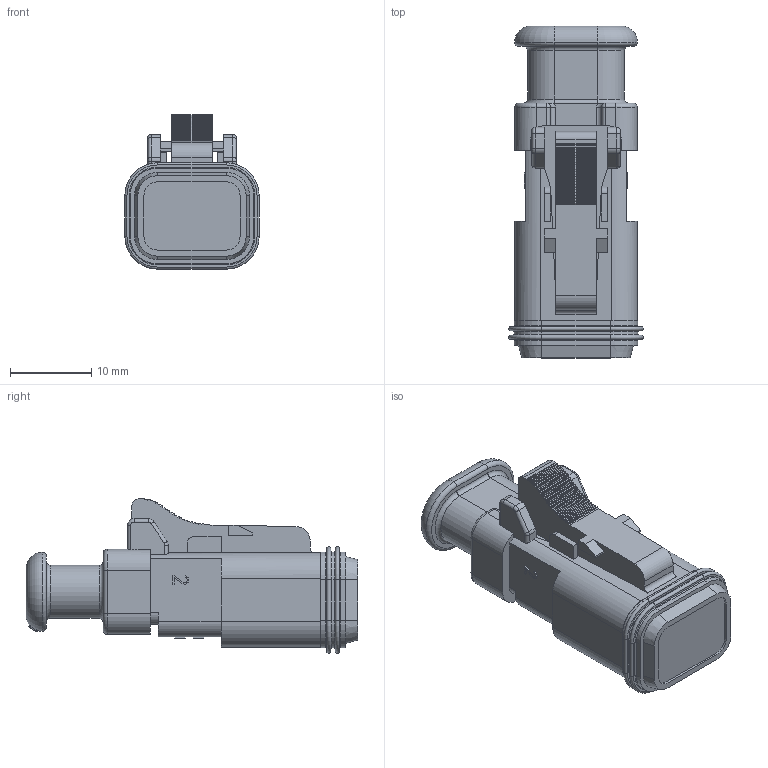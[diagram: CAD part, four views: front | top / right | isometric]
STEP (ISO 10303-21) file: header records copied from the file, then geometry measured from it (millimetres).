
FILE_DESCRIPTION((''),'2;1');
FILE_NAME('26-54224-02S','2016-04-19T',('Jony.xie'),(''),'PRO/ENGINEER BY PARAMETRIC TECHNOLOGY CORPORATION, 2013230','PRO/ENGINEER BY PARAMETRIC TECHNOLOGY CORPORATION, 2013230','');
FILE_SCHEMA(('CONFIG_CONTROL_DESIGN'));
Length unit declared in the file: millimetre
Products named in the file (1): 26-54224-02S
Bounding box: 16.55 x 40.88 x 19.01 mm (x, y, z)
Volume: 5591.6 mm3; surface area: 3389.5 mm2
Topology: 1 solids, 1 shells, 867 faces, 2395 edges, 1560 vertices
Faces by surface type: plane 640, cylinder 155, torus 54, sphere 10, cone 4, bspline 4
Entity records: 27592 total; most frequent: CARTESIAN_POINT 5313, ORIENTED_EDGE 4774, DIRECTION 4419, EDGE_CURVE 2387, VECTOR 1881, LINE 1881, VERTEX_POINT 1560, AXIS2_PLACEMENT_3D 1269
